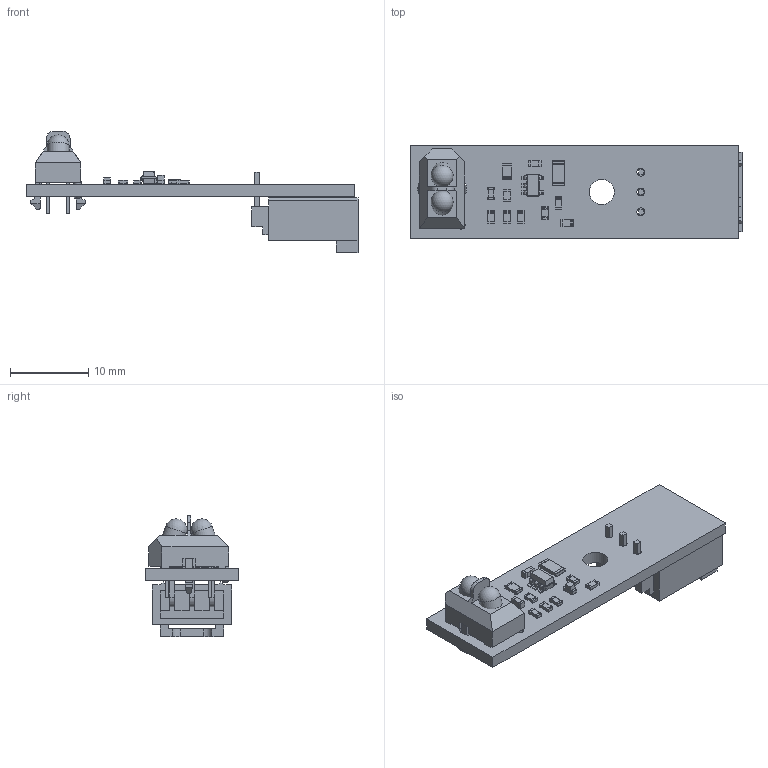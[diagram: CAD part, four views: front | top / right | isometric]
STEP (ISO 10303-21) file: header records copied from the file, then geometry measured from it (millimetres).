
FILE_DESCRIPTION(('KiCad electronic assembly'),'2;1');
FILE_NAME('IR-MH-sensor-02.step','2019-04-18T14:09:54',('An Author'),( 'A Company'),'Open CASCADE STEP processor 6.8', 'KiCad to STEP converter','Unknown');
FILE_SCHEMA(('AUTOMOTIVE_DESIGN_CC2 { 1 2 10303 214 -1 1 5 4 }'));
Length unit declared in the file: millimetre
Products named in the file (18): Open CASCADE STEP translator 6.8 1; TCRT5000; COMPOUND; C_0603_1608Metric; SOLID; 705530002; SOT-23-5; R_0603_1608Metric; R_0805_2012Metric; R_1206_3216Metric; LED_0603_1608Metric
Assembly tree (23 placements, depth 3):
  Open CASCADE STEP translator 6.8 1
    TCRT5000
      COMPOUND
    C_0603_1608Metric  x2
      SOLID
    705530002
      SOLID
    SOT-23-5
      SOLID
    R_0603_1608Metric  x6
      SOLID
    R_0805_2012Metric
      SOLID
    R_1206_3216Metric
      SOLID
    LED_0603_1608Metric
      SOLID
    COMPOUND
Bounding box: 42.41 x 12 x 15.48 mm (x, y, z)
Volume: 1428.7 mm3; surface area: 2459.3 mm2
Topology: 21 solids, 21 shells, 691 faces, 1810 edges, 1166 vertices
Faces by surface type: plane 517, cylinder 142, bspline 29, sphere 2, cone 1
Full cylindrical faces by diameter (mm): 0.9 x1, 1 x5, 1.016 x3, 2.5 x2, 2.796 x2, 3.2 x1
Entity records: 45462 total; most frequent: CARTESIAN_POINT 15854, DIRECTION 4886, LINE 3370, VECTOR 3370, ORIENTED_EDGE 2792, PCURVE 2792, DEFINITIONAL_REPRESENTATION 2792, EDGE_CURVE 1396
